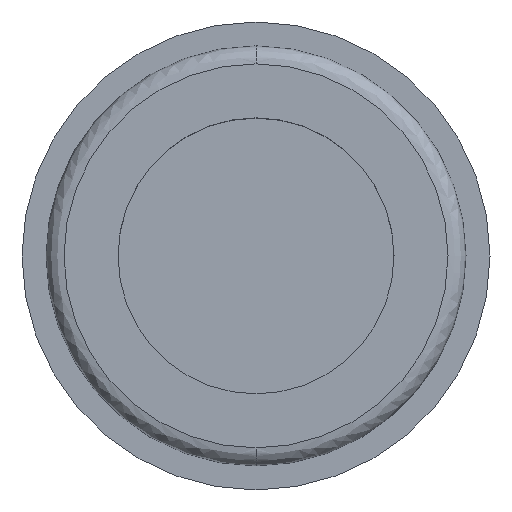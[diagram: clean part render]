
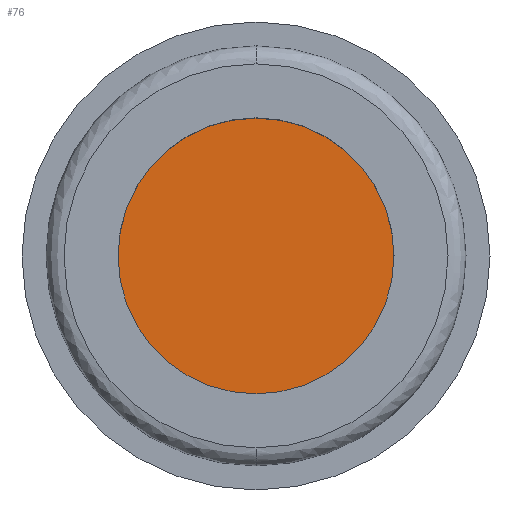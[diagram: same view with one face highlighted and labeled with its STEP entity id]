
A CAD part, top view. The second image highlights one B-rep face of the part: STEP entity #76.
In plain terms, the highlighted face is planar.
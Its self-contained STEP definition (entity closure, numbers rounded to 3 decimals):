
#76=ADVANCED_FACE('',(#108),#107,.T.);
#107=PLANE('',#329);
#108=FACE_OUTER_BOUND('',#330,.T.);
#326=CARTESIAN_POINT('',(-23.902,10.7,26.45));
#327=DIRECTION('',(0.,-1.,0.));
#328=DIRECTION('',(0.,0.,-1.));
#329=AXIS2_PLACEMENT_3D('',#326,#327,#328);
#330=EDGE_LOOP('',(#563,#564));
#563=ORIENTED_EDGE('',*,*,#647,.T.);
#564=ORIENTED_EDGE('',*,*,#648,.T.);
#647=EDGE_CURVE('',#701,#702,#703,.T.);
#648=EDGE_CURVE('',#702,#701,#709,.T.);
#701=VERTEX_POINT('',#977);
#702=VERTEX_POINT('',#978);
#703=CIRCLE('',#982,11.5);
#709=CIRCLE('',#986,11.5);
#977=CARTESIAN_POINT('',(0.,10.7,-11.5));
#978=CARTESIAN_POINT('',(0.,10.7,11.5));
#979=CARTESIAN_POINT('',(0.,10.7,0.));
#980=DIRECTION('',(0.,-1.,0.));
#981=DIRECTION('',(0.,0.,-1.));
#982=AXIS2_PLACEMENT_3D('',#979,#980,#981);
#983=CARTESIAN_POINT('',(0.,10.7,0.));
#984=DIRECTION('',(0.,-1.,0.));
#985=DIRECTION('',(0.,0.,-1.));
#986=AXIS2_PLACEMENT_3D('',#983,#984,#985);
